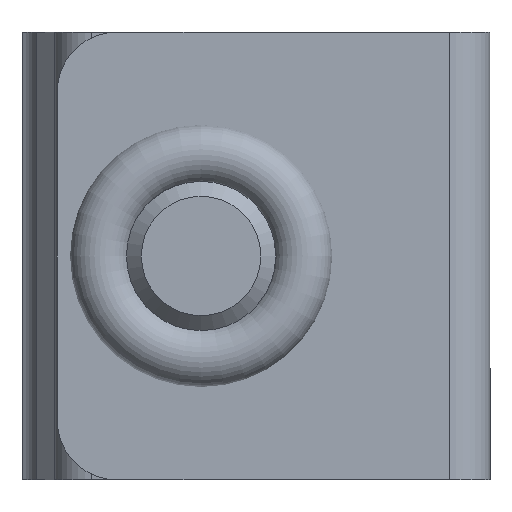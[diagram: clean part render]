
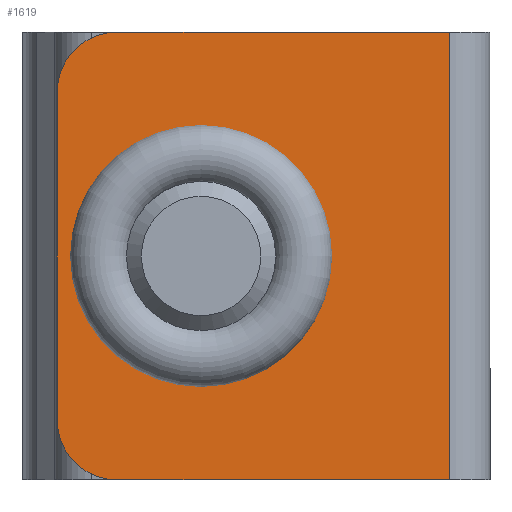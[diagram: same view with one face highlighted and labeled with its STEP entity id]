
A CAD part, front view. The second image highlights one B-rep face of the part: STEP entity #1619.
In plain terms, the highlighted face is planar.
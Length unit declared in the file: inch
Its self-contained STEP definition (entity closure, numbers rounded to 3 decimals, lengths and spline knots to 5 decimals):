
#75=FACE_BOUND('',#275,.T.);
#122=PLANE('',#1817);
#191=FACE_OUTER_BOUND('',#274,.T.);
#274=EDGE_LOOP('',(#1474,#1475,#1476,#1477,#1478,#1479));
#275=EDGE_LOOP('',(#1480,#1481,#1482,#1483));
#315=CIRCLE('',#1792,0.1);
#319=CIRCLE('',#1799,0.1);
#320=CIRCLE('',#1802,0.13);
#321=CIRCLE('',#1805,0.13);
#481=LINE('',#2786,#613);
#489=LINE('',#2810,#621);
#493=LINE('',#2820,#625);
#495=LINE('',#2826,#627);
#498=LINE('',#2839,#630);
#499=LINE('',#2841,#631);
#613=VECTOR('',#2093,0.3937);
#621=VECTOR('',#2115,0.3937);
#625=VECTOR('',#2125,0.3937);
#627=VECTOR('',#2133,0.3937);
#630=VECTOR('',#2154,0.3937);
#631=VECTOR('',#2157,0.3937);
#796=VERTEX_POINT('',#2776);
#797=VERTEX_POINT('',#2778);
#799=VERTEX_POINT('',#2784);
#807=VERTEX_POINT('',#2804);
#808=VERTEX_POINT('',#2808);
#809=VERTEX_POINT('',#2812);
#810=VERTEX_POINT('',#2814);
#811=VERTEX_POINT('',#2818);
#812=VERTEX_POINT('',#2822);
#813=VERTEX_POINT('',#2834);
#1007=EDGE_CURVE('',#796,#797,#315,.T.);
#1011=EDGE_CURVE('',#796,#799,#481,.T.);
#1021=EDGE_CURVE('',#807,#799,#319,.T.);
#1023=EDGE_CURVE('',#807,#808,#489,.T.);
#1025=EDGE_CURVE('',#810,#809,#320,.T.);
#1028=EDGE_CURVE('',#809,#811,#493,.T.);
#1030=EDGE_CURVE('',#811,#812,#321,.T.);
#1031=EDGE_CURVE('',#812,#810,#495,.T.);
#1038=EDGE_CURVE('',#808,#813,#498,.T.);
#1039=EDGE_CURVE('',#813,#797,#499,.T.);
#1474=ORIENTED_EDGE('',*,*,#1007,.F.);
#1475=ORIENTED_EDGE('',*,*,#1011,.T.);
#1476=ORIENTED_EDGE('',*,*,#1021,.F.);
#1477=ORIENTED_EDGE('',*,*,#1023,.T.);
#1478=ORIENTED_EDGE('',*,*,#1038,.T.);
#1479=ORIENTED_EDGE('',*,*,#1039,.T.);
#1480=ORIENTED_EDGE('',*,*,#1025,.T.);
#1481=ORIENTED_EDGE('',*,*,#1028,.T.);
#1482=ORIENTED_EDGE('',*,*,#1030,.T.);
#1483=ORIENTED_EDGE('',*,*,#1031,.T.);
#1619=ADVANCED_FACE('',(#191,#75),#122,.F.);
#1792=AXIS2_PLACEMENT_3D('',#2779,#2086,#2087);
#1799=AXIS2_PLACEMENT_3D('',#2806,#2110,#2111);
#1802=AXIS2_PLACEMENT_3D('',#2815,#2119,#2120);
#1805=AXIS2_PLACEMENT_3D('',#2824,#2129,#2130);
#1817=AXIS2_PLACEMENT_3D('',#2842,#2158,#2159);
#2086=DIRECTION('center_axis',(0.,0.,1.));
#2087=DIRECTION('ref_axis',(-0.707,0.707,0.));
#2093=DIRECTION('',(1.,0.,0.));
#2110=DIRECTION('center_axis',(0.,0.,1.));
#2111=DIRECTION('ref_axis',(0.707,0.707,0.));
#2115=DIRECTION('',(0.,-1.,0.));
#2119=DIRECTION('center_axis',(0.,0.,1.));
#2120=DIRECTION('ref_axis',(-1.,0.,0.));
#2125=DIRECTION('',(0.,-1.,0.));
#2129=DIRECTION('center_axis',(0.,0.,1.));
#2130=DIRECTION('ref_axis',(1.,0.,0.));
#2133=DIRECTION('',(0.,1.,0.));
#2154=DIRECTION('',(-1.,0.,0.));
#2157=DIRECTION('',(0.,1.,0.));
#2158=DIRECTION('center_axis',(0.,0.,1.));
#2159=DIRECTION('ref_axis',(1.,0.,0.));
#2776=CARTESIAN_POINT('',(-0.275,0.3625,0.));
#2778=CARTESIAN_POINT('',(-0.375,0.2625,0.));
#2779=CARTESIAN_POINT('Origin',(-0.275,0.2625,0.));
#2784=CARTESIAN_POINT('',(0.275,0.3625,0.));
#2786=CARTESIAN_POINT('',(-0.375,0.3625,0.));
#2804=CARTESIAN_POINT('',(0.375,0.2625,0.));
#2806=CARTESIAN_POINT('Origin',(0.275,0.2625,0.));
#2808=CARTESIAN_POINT('',(0.375,-0.2945,0.));
#2810=CARTESIAN_POINT('',(0.375,0.3625,0.));
#2812=CARTESIAN_POINT('',(-0.13,0.1525,0.));
#2814=CARTESIAN_POINT('',(0.13,0.1525,0.));
#2815=CARTESIAN_POINT('Origin',(0.,0.1525,0.));
#2818=CARTESIAN_POINT('',(-0.13,0.0375,0.));
#2820=CARTESIAN_POINT('',(-0.13,0.01875,0.));
#2822=CARTESIAN_POINT('',(0.13,0.0375,0.));
#2824=CARTESIAN_POINT('Origin',(0.,0.0375,
0.));
#2826=CARTESIAN_POINT('',(0.13,0.07625,0.));
#2834=CARTESIAN_POINT('',(-0.375,-0.2945,0.));
#2839=CARTESIAN_POINT('',(-0.1875,-0.2945,0.));
#2841=CARTESIAN_POINT('',(-0.375,-0.3625,0.));
#2842=CARTESIAN_POINT('Origin',(0.,0.,
0.));
